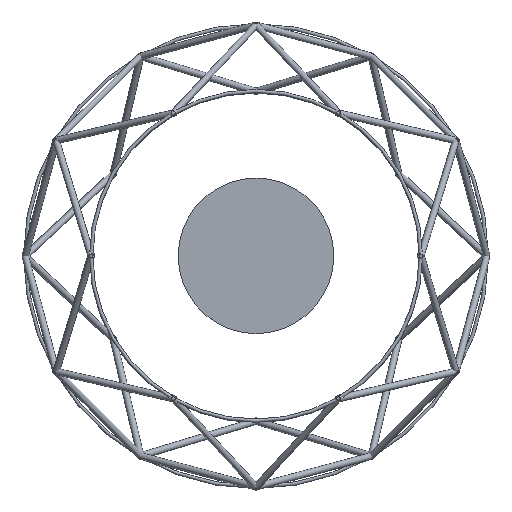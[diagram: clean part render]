
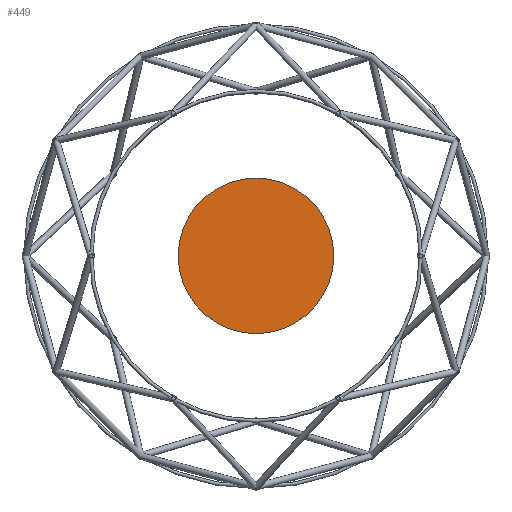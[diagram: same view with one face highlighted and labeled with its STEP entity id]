
A CAD part, top view. The second image highlights one B-rep face of the part: STEP entity #449.
In plain terms, the highlighted planar face has unit normal (0, 0, 1).
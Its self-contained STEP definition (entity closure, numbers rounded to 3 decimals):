
#261=PLANE('',#1284);
#335=FACE_OUTER_BOUND('',#714,.T.);
#449=ADVANCED_FACE('',(#335),#261,.F.);
#714=EDGE_LOOP('',(#864));
#864=ORIENTED_EDGE('',*,*,#1018,.F.);
#943=VERTEX_POINT('',#1930);
#1018=EDGE_CURVE('',#943,#943,#1093,.T.);
#1093=CIRCLE('',#1280,11.8);
#1280=AXIS2_PLACEMENT_3D('',#1929,#1656,#1657);
#1284=AXIS2_PLACEMENT_3D('',#1935,#1664,#1665);
#1656=DIRECTION('',(0.,0.,-1.));
#1657=DIRECTION('',(-1.,0.,0.));
#1664=DIRECTION('',(0.,0.,-1.));
#1665=DIRECTION('',(-1.,0.,0.));
#1929=CARTESIAN_POINT('',(0.,0.,
37.2));
#1930=CARTESIAN_POINT('',(-11.8,0.,37.2));
#1935=CARTESIAN_POINT('',(0.,0.,
37.2));
